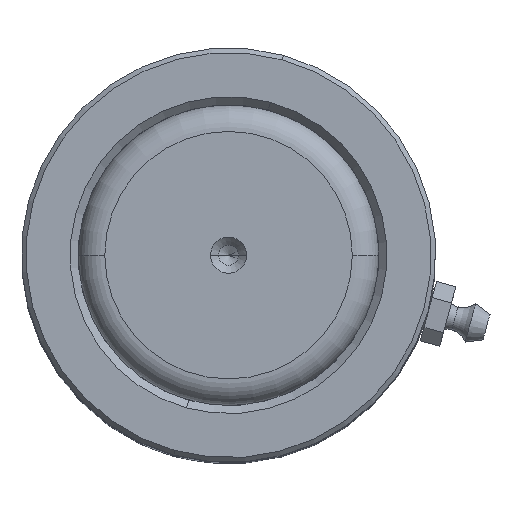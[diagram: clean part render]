
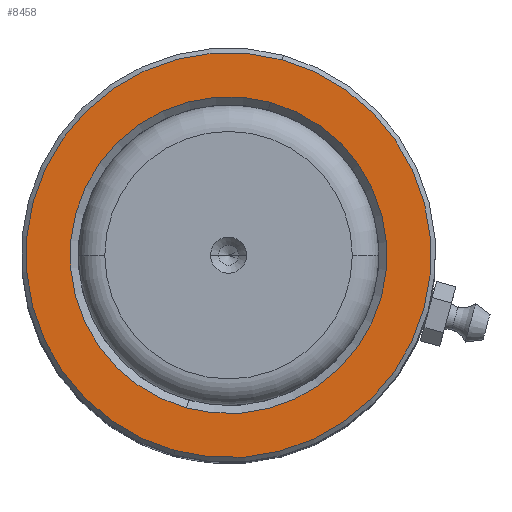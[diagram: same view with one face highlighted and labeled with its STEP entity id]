
A CAD part, top view. The second image highlights one B-rep face of the part: STEP entity #8458.
In plain terms, the highlighted planar face has unit normal (0, 0, 1).
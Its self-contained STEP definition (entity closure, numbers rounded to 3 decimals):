
#42 = DIRECTION ( 'NONE',  ( 1., 0., 0. ) ) ;
#84 = ORIENTED_EDGE ( 'NONE', *, *, #4932, .T. ) ;
#219 = EDGE_CURVE ( 'NONE', #2972, #3469, #8853, .T. ) ;
#401 = CARTESIAN_POINT ( 'NONE',  ( 0., 0., 120. ) ) ;
#434 = DIRECTION ( 'NONE',  ( 1., 0., 0. ) ) ;
#933 = AXIS2_PLACEMENT_3D ( 'NONE', #4356, #7113, #7852 ) ;
#962 = VERTEX_POINT ( 'NONE', #1822 ) ;
#981 = AXIS2_PLACEMENT_3D ( 'NONE', #6944, #2587, #8350 ) ;
#1097 = PLANE ( 'NONE',  #5319 ) ;
#1822 = CARTESIAN_POINT ( 'NONE',  ( 23.7, 0., 120. ) ) ;
#2078 = AXIS2_PLACEMENT_3D ( 'NONE', #6540, #2284, #42 ) ;
#2284 = DIRECTION ( 'NONE',  ( 0., 0., 1. ) ) ;
#2587 = DIRECTION ( 'NONE',  ( 0., 0., -1. ) ) ;
#2972 = VERTEX_POINT ( 'NONE', #3312 ) ;
#3078 = CARTESIAN_POINT ( 'NONE',  ( -23.7, 0., 120. ) ) ;
#3191 = ORIENTED_EDGE ( 'NONE', *, *, #7661, .T. ) ;
#3196 = EDGE_CURVE ( 'NONE', #3469, #2972, #7449, .T. ) ;
#3202 = CIRCLE ( 'NONE', #981, 23.7 ) ;
#3221 = DIRECTION ( 'NONE',  ( 1., 0., 0. ) ) ;
#3312 = CARTESIAN_POINT ( 'NONE',  ( -30.3, 0., 120. ) ) ;
#3469 = VERTEX_POINT ( 'NONE', #7418 ) ;
#4000 = VERTEX_POINT ( 'NONE', #3078 ) ;
#4356 = CARTESIAN_POINT ( 'NONE',  ( 0., 0., 120. ) ) ;
#4752 = ORIENTED_EDGE ( 'NONE', *, *, #219, .T. ) ;
#4932 = EDGE_CURVE ( 'NONE', #4000, #962, #7089, .T. ) ;
#5284 = EDGE_LOOP ( 'NONE', ( #4752, #6827 ) ) ;
#5304 = DIRECTION ( 'NONE',  ( 0., 0., -1. ) ) ;
#5319 = AXIS2_PLACEMENT_3D ( 'NONE', #6672, #8142, #3221 ) ;
#5408 = AXIS2_PLACEMENT_3D ( 'NONE', #401, #5304, #434 ) ;
#5712 = FACE_BOUND ( 'NONE', #7567, .T. ) ;
#6540 = CARTESIAN_POINT ( 'NONE',  ( 0., 0., 120. ) ) ;
#6672 = CARTESIAN_POINT ( 'NONE',  ( 0., 0., 120. ) ) ;
#6823 = FACE_OUTER_BOUND ( 'NONE', #5284, .T. ) ;
#6827 = ORIENTED_EDGE ( 'NONE', *, *, #3196, .T. ) ;
#6944 = CARTESIAN_POINT ( 'NONE',  ( 0., 0., 120. ) ) ;
#7089 = CIRCLE ( 'NONE', #5408, 23.7 ) ;
#7113 = DIRECTION ( 'NONE',  ( 0., 0., 1. ) ) ;
#7418 = CARTESIAN_POINT ( 'NONE',  ( 30.3, 0., 120. ) ) ;
#7449 = CIRCLE ( 'NONE', #933, 30.3 ) ;
#7567 = EDGE_LOOP ( 'NONE', ( #3191, #84 ) ) ;
#7661 = EDGE_CURVE ( 'NONE', #962, #4000, #3202, .T. ) ;
#7852 = DIRECTION ( 'NONE',  ( 1., 0., 0. ) ) ;
#8142 = DIRECTION ( 'NONE',  ( 0., 0., 1. ) ) ;
#8350 = DIRECTION ( 'NONE',  ( 1., 0., 0. ) ) ;
#8458 = ADVANCED_FACE ( 'NONE', ( #6823, #5712 ), #1097, .T. ) ;
#8853 = CIRCLE ( 'NONE', #2078, 30.3 ) ;
